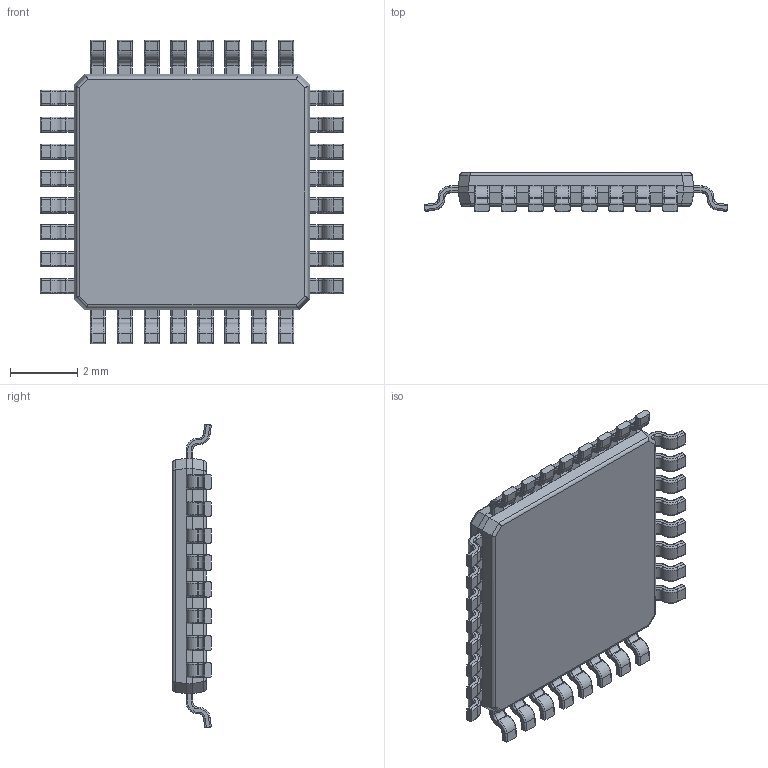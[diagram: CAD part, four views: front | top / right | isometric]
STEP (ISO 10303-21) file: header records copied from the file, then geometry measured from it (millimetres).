
FILE_DESCRIPTION (( 'STEP AP214' ), '1' );
FILE_NAME ('User Library-TQFP32-4.STEP', '2021-09-13T10:32:53', ( '' ), ( '' ), 'SwSTEP 2.0', 'SolidWorks 2021', '' );
FILE_SCHEMA (( 'AUTOMOTIVE_DESIGN' ));
Length unit declared in the file: millimetre
Products named in the file (1): User Library-TQFP32-4
Bounding box: 9.02 x 1.15 x 9.02 mm (x, y, z)
Volume: 51.7 mm3; surface area: 170.6 mm2
Topology: 1 solids, 1 shells, 1133 faces, 2750 edges, 1620 vertices
Faces by surface type: cylinder 530, plane 347, bspline 256
Entity records: 36833 total; most frequent: CARTESIAN_POINT 10624, ORIENTED_EDGE 5500, DIRECTION 5246, EDGE_CURVE 2750, AXIS2_PLACEMENT_3D 1906, VERTEX_POINT 1620, LINE 1434, VECTOR 1434
